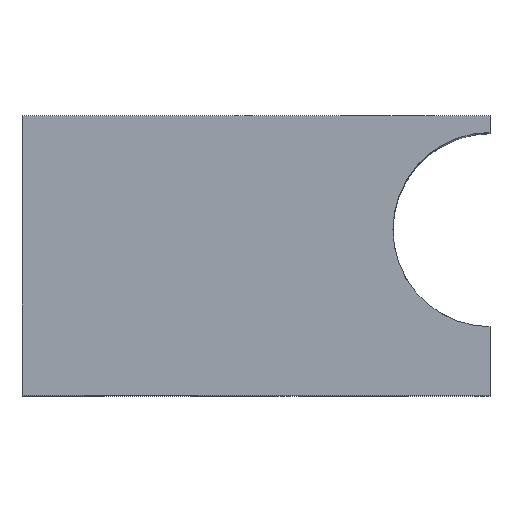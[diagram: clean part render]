
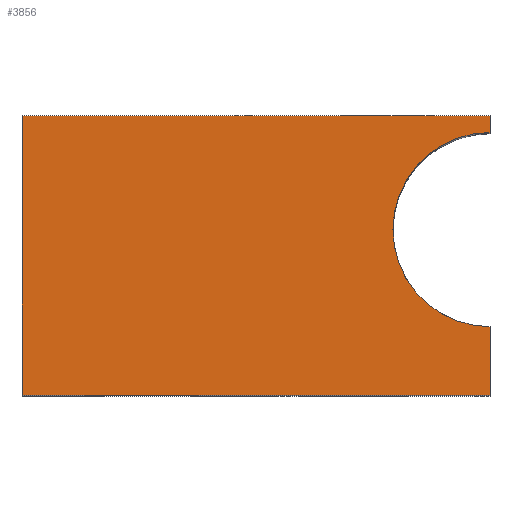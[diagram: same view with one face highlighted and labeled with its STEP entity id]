
A CAD part, top view. The second image highlights one B-rep face of the part: STEP entity #3856.
In plain terms, the highlighted planar face has unit normal (0, 0, 1).
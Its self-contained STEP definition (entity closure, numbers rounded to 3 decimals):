
#72 = PLANE('',#73);
#73 = AXIS2_PLACEMENT_3D('',#74,#75,#76);
#74 = CARTESIAN_POINT('',(0.,0.,0.));
#75 = DIRECTION('',(-0.,1.,0.));
#76 = DIRECTION('',(0.,0.,1.));
#127 = PLANE('',#128);
#128 = AXIS2_PLACEMENT_3D('',#129,#130,#131);
#129 = CARTESIAN_POINT('',(0.,19.031,0.));
#130 = DIRECTION('',(-0.,1.,0.));
#131 = DIRECTION('',(0.,0.,1.));
#1458 = CYLINDRICAL_SURFACE('',#1459,6.605);
#1459 = AXIS2_PLACEMENT_3D('',#1460,#1461,#1462);
#1460 = CARTESIAN_POINT('',(31.84,11.271,
    48.869));
#1461 = DIRECTION('',(0.,-0.,1.));
#1462 = DIRECTION('',(1.,0.,0.));
#2094 = VERTEX_POINT('',#2095);
#2095 = CARTESIAN_POINT('',(0.,0.,48.869));
#2109 = PLANE('',#2110);
#2110 = AXIS2_PLACEMENT_3D('',#2111,#2112,#2113);
#2111 = CARTESIAN_POINT('',(0.,0.,0.));
#2112 = DIRECTION('',(1.,0.,-0.));
#2113 = DIRECTION('',(0.,0.,1.));
#2121 = EDGE_CURVE('',#2094,#2122,#2124,.T.);
#2122 = VERTEX_POINT('',#2123);
#2123 = CARTESIAN_POINT('',(31.84,0.,48.869));
#2124 = SURFACE_CURVE('',#2125,(#2129,#2136),.PCURVE_S1.);
#2125 = LINE('',#2126,#2127);
#2126 = CARTESIAN_POINT('',(0.,0.,48.869));
#2127 = VECTOR('',#2128,1.);
#2128 = DIRECTION('',(1.,0.,-0.));
#2129 = PCURVE('',#72,#2130);
#2130 = DEFINITIONAL_REPRESENTATION('',(#2131),#2135);
#2131 = LINE('',#2132,#2133);
#2132 = CARTESIAN_POINT('',(48.869,0.));
#2133 = VECTOR('',#2134,1.);
#2134 = DIRECTION('',(0.,1.));
#2135 = ( GEOMETRIC_REPRESENTATION_CONTEXT(2) 
PARAMETRIC_REPRESENTATION_CONTEXT() REPRESENTATION_CONTEXT('2D SPACE',''
  ) );
#2136 = PCURVE('',#2137,#2142);
#2137 = PLANE('',#2138);
#2138 = AXIS2_PLACEMENT_3D('',#2139,#2140,#2141);
#2139 = CARTESIAN_POINT('',(0.,0.,48.869));
#2140 = DIRECTION('',(0.,0.,1.));
#2141 = DIRECTION('',(1.,0.,-0.));
#2142 = DEFINITIONAL_REPRESENTATION('',(#2143),#2147);
#2143 = LINE('',#2144,#2145);
#2144 = CARTESIAN_POINT('',(0.,0.));
#2145 = VECTOR('',#2146,1.);
#2146 = DIRECTION('',(1.,0.));
#2147 = ( GEOMETRIC_REPRESENTATION_CONTEXT(2) 
PARAMETRIC_REPRESENTATION_CONTEXT() REPRESENTATION_CONTEXT('2D SPACE',''
  ) );
#2165 = PLANE('',#2166);
#2166 = AXIS2_PLACEMENT_3D('',#2167,#2168,#2169);
#2167 = CARTESIAN_POINT('',(31.84,0.,0.));
#2168 = DIRECTION('',(1.,0.,-0.));
#2169 = DIRECTION('',(0.,0.,1.));
#2909 = VERTEX_POINT('',#2910);
#2910 = CARTESIAN_POINT('',(0.,19.031,48.869));
#2931 = EDGE_CURVE('',#2909,#2932,#2934,.T.);
#2932 = VERTEX_POINT('',#2933);
#2933 = CARTESIAN_POINT('',(31.84,19.031,
    48.869));
#2934 = SURFACE_CURVE('',#2935,(#2939,#2946),.PCURVE_S1.);
#2935 = LINE('',#2936,#2937);
#2936 = CARTESIAN_POINT('',(0.,19.031,48.869));
#2937 = VECTOR('',#2938,1.);
#2938 = DIRECTION('',(1.,0.,-0.));
#2939 = PCURVE('',#127,#2940);
#2940 = DEFINITIONAL_REPRESENTATION('',(#2941),#2945);
#2941 = LINE('',#2942,#2943);
#2942 = CARTESIAN_POINT('',(48.869,0.));
#2943 = VECTOR('',#2944,1.);
#2944 = DIRECTION('',(0.,1.));
#2945 = ( GEOMETRIC_REPRESENTATION_CONTEXT(2) 
PARAMETRIC_REPRESENTATION_CONTEXT() REPRESENTATION_CONTEXT('2D SPACE',''
  ) );
#2946 = PCURVE('',#2137,#2947);
#2947 = DEFINITIONAL_REPRESENTATION('',(#2948),#2952);
#2948 = LINE('',#2949,#2950);
#2949 = CARTESIAN_POINT('',(0.,19.031));
#2950 = VECTOR('',#2951,1.);
#2951 = DIRECTION('',(1.,0.));
#2952 = ( GEOMETRIC_REPRESENTATION_CONTEXT(2) 
PARAMETRIC_REPRESENTATION_CONTEXT() REPRESENTATION_CONTEXT('2D SPACE',''
  ) );
#2970 = PLANE('',#2971);
#2971 = AXIS2_PLACEMENT_3D('',#2972,#2973,#2974);
#2972 = CARTESIAN_POINT('',(31.84,0.,0.));
#2973 = DIRECTION('',(1.,0.,-0.));
#2974 = DIRECTION('',(0.,0.,1.));
#3171 = EDGE_CURVE('',#3172,#3174,#3176,.T.);
#3172 = VERTEX_POINT('',#3173);
#3173 = CARTESIAN_POINT('',(31.84,17.876,
    48.869));
#3174 = VERTEX_POINT('',#3175);
#3175 = CARTESIAN_POINT('',(31.84,4.666,
    48.869));
#3176 = SURFACE_CURVE('',#3177,(#3182,#3189),.PCURVE_S1.);
#3177 = CIRCLE('',#3178,6.605);
#3178 = AXIS2_PLACEMENT_3D('',#3179,#3180,#3181);
#3179 = CARTESIAN_POINT('',(31.84,11.271,
    48.869));
#3180 = DIRECTION('',(0.,-0.,1.));
#3181 = DIRECTION('',(1.,0.,0.));
#3182 = PCURVE('',#1458,#3183);
#3183 = DEFINITIONAL_REPRESENTATION('',(#3184),#3188);
#3184 = LINE('',#3185,#3186);
#3185 = CARTESIAN_POINT('',(0.,0.));
#3186 = VECTOR('',#3187,1.);
#3187 = DIRECTION('',(1.,0.));
#3188 = ( GEOMETRIC_REPRESENTATION_CONTEXT(2) 
PARAMETRIC_REPRESENTATION_CONTEXT() REPRESENTATION_CONTEXT('2D SPACE',''
  ) );
#3189 = PCURVE('',#2137,#3190);
#3190 = DEFINITIONAL_REPRESENTATION('',(#3191),#3195);
#3191 = CIRCLE('',#3192,6.605);
#3192 = AXIS2_PLACEMENT_2D('',#3193,#3194);
#3193 = CARTESIAN_POINT('',(31.84,11.271));
#3194 = DIRECTION('',(1.,0.));
#3195 = ( GEOMETRIC_REPRESENTATION_CONTEXT(2) 
PARAMETRIC_REPRESENTATION_CONTEXT() REPRESENTATION_CONTEXT('2D SPACE',''
  ) );
#3806 = EDGE_CURVE('',#2122,#3174,#3807,.T.);
#3807 = SURFACE_CURVE('',#3808,(#3812,#3819),.PCURVE_S1.);
#3808 = LINE('',#3809,#3810);
#3809 = CARTESIAN_POINT('',(31.84,0.,48.869));
#3810 = VECTOR('',#3811,1.);
#3811 = DIRECTION('',(-0.,1.,0.));
#3812 = PCURVE('',#2165,#3813);
#3813 = DEFINITIONAL_REPRESENTATION('',(#3814),#3818);
#3814 = LINE('',#3815,#3816);
#3815 = CARTESIAN_POINT('',(48.869,0.));
#3816 = VECTOR('',#3817,1.);
#3817 = DIRECTION('',(0.,-1.));
#3818 = ( GEOMETRIC_REPRESENTATION_CONTEXT(2) 
PARAMETRIC_REPRESENTATION_CONTEXT() REPRESENTATION_CONTEXT('2D SPACE',''
  ) );
#3819 = PCURVE('',#2137,#3820);
#3820 = DEFINITIONAL_REPRESENTATION('',(#3821),#3825);
#3821 = LINE('',#3822,#3823);
#3822 = CARTESIAN_POINT('',(31.84,0.));
#3823 = VECTOR('',#3824,1.);
#3824 = DIRECTION('',(0.,1.));
#3825 = ( GEOMETRIC_REPRESENTATION_CONTEXT(2) 
PARAMETRIC_REPRESENTATION_CONTEXT() REPRESENTATION_CONTEXT('2D SPACE',''
  ) );
#3856 = ADVANCED_FACE('24',(#3857),#2137,.T.);
#3857 = FACE_BOUND('',#3858,.T.);
#3858 = EDGE_LOOP('',(#3859,#3860,#3881,#3882,#3883,#3884));
#3859 = ORIENTED_EDGE('',*,*,#2931,.F.);
#3860 = ORIENTED_EDGE('',*,*,#3861,.F.);
#3861 = EDGE_CURVE('',#2094,#2909,#3862,.T.);
#3862 = SURFACE_CURVE('',#3863,(#3867,#3874),.PCURVE_S1.);
#3863 = LINE('',#3864,#3865);
#3864 = CARTESIAN_POINT('',(0.,0.,48.869));
#3865 = VECTOR('',#3866,1.);
#3866 = DIRECTION('',(-0.,1.,0.));
#3867 = PCURVE('',#2137,#3868);
#3868 = DEFINITIONAL_REPRESENTATION('',(#3869),#3873);
#3869 = LINE('',#3870,#3871);
#3870 = CARTESIAN_POINT('',(0.,0.));
#3871 = VECTOR('',#3872,1.);
#3872 = DIRECTION('',(0.,1.));
#3873 = ( GEOMETRIC_REPRESENTATION_CONTEXT(2) 
PARAMETRIC_REPRESENTATION_CONTEXT() REPRESENTATION_CONTEXT('2D SPACE',''
  ) );
#3874 = PCURVE('',#2109,#3875);
#3875 = DEFINITIONAL_REPRESENTATION('',(#3876),#3880);
#3876 = LINE('',#3877,#3878);
#3877 = CARTESIAN_POINT('',(48.869,0.));
#3878 = VECTOR('',#3879,1.);
#3879 = DIRECTION('',(0.,-1.));
#3880 = ( GEOMETRIC_REPRESENTATION_CONTEXT(2) 
PARAMETRIC_REPRESENTATION_CONTEXT() REPRESENTATION_CONTEXT('2D SPACE',''
  ) );
#3881 = ORIENTED_EDGE('',*,*,#2121,.T.);
#3882 = ORIENTED_EDGE('',*,*,#3806,.T.);
#3883 = ORIENTED_EDGE('',*,*,#3171,.F.);
#3884 = ORIENTED_EDGE('',*,*,#3885,.T.);
#3885 = EDGE_CURVE('',#3172,#2932,#3886,.T.);
#3886 = SURFACE_CURVE('',#3887,(#3891,#3898),.PCURVE_S1.);
#3887 = LINE('',#3888,#3889);
#3888 = CARTESIAN_POINT('',(31.84,0.,48.869));
#3889 = VECTOR('',#3890,1.);
#3890 = DIRECTION('',(-0.,1.,0.));
#3891 = PCURVE('',#2137,#3892);
#3892 = DEFINITIONAL_REPRESENTATION('',(#3893),#3897);
#3893 = LINE('',#3894,#3895);
#3894 = CARTESIAN_POINT('',(31.84,0.));
#3895 = VECTOR('',#3896,1.);
#3896 = DIRECTION('',(0.,1.));
#3897 = ( GEOMETRIC_REPRESENTATION_CONTEXT(2) 
PARAMETRIC_REPRESENTATION_CONTEXT() REPRESENTATION_CONTEXT('2D SPACE',''
  ) );
#3898 = PCURVE('',#2970,#3899);
#3899 = DEFINITIONAL_REPRESENTATION('',(#3900),#3904);
#3900 = LINE('',#3901,#3902);
#3901 = CARTESIAN_POINT('',(48.869,0.));
#3902 = VECTOR('',#3903,1.);
#3903 = DIRECTION('',(0.,-1.));
#3904 = ( GEOMETRIC_REPRESENTATION_CONTEXT(2) 
PARAMETRIC_REPRESENTATION_CONTEXT() REPRESENTATION_CONTEXT('2D SPACE',''
  ) );
